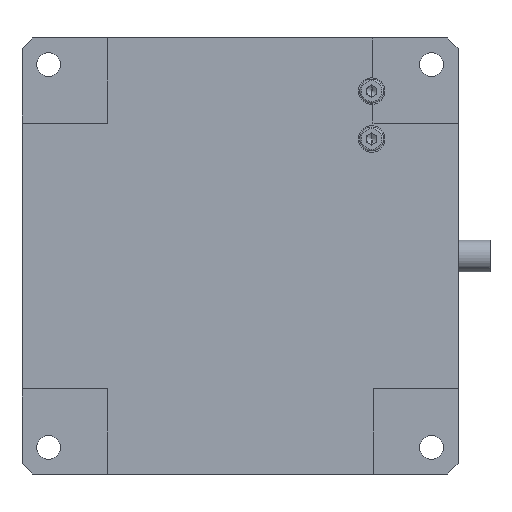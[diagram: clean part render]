
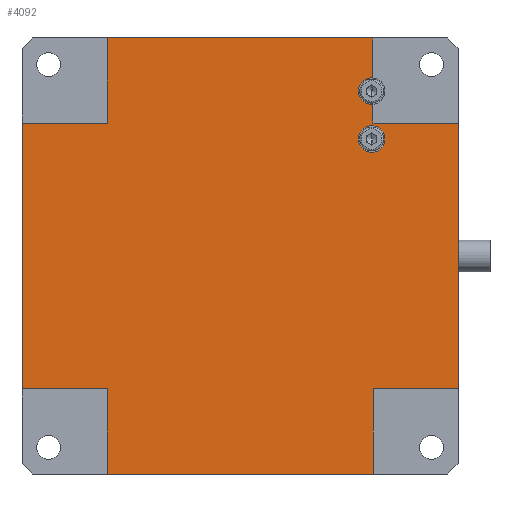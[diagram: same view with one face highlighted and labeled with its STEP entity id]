
A CAD part, front view. The second image highlights one B-rep face of the part: STEP entity #4092.
In plain terms, the highlighted planar face has unit normal (0, -1, 0).
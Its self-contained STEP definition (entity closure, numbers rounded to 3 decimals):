
#52 = VERTEX_POINT ( 'NONE', #1301 ) ;
#148 = EDGE_CURVE ( 'NONE', #3321, #1103, #380, .T. ) ;
#305 = CARTESIAN_POINT ( 'NONE',  ( -26.107, -32.593, 42.25 ) ) ;
#311 = AXIS2_PLACEMENT_3D ( 'NONE', #3704, #4043, #1658 ) ;
#373 = ORIENTED_EDGE ( 'NONE', *, *, #700, .F. ) ;
#380 = LINE ( 'NONE', #3402, #2155 ) ;
#405 = CARTESIAN_POINT ( 'NONE',  ( -51.107, -32.593, 17.25 ) ) ;
#420 = CARTESIAN_POINT ( 'NONE',  ( -1.357, -32.593, 36.75 ) ) ;
#423 = DIRECTION ( 'NONE',  ( 0., 0., -1. ) ) ;
#429 = DIRECTION ( 'NONE',  ( 0., 0., 1. ) ) ;
#439 = DIRECTION ( 'NONE',  ( 0., 0., 1. ) ) ;
#448 = DIRECTION ( 'NONE',  ( 0., 0., -1. ) ) ;
#450 = CARTESIAN_POINT ( 'NONE',  ( -1.107, -32.593, 17.25 ) ) ;
#451 = LINE ( 'NONE', #305, #661 ) ;
#524 = AXIS2_PLACEMENT_3D ( 'NONE', #3829, #1446, #429 ) ;
#623 = DIRECTION ( 'NONE',  ( -1., 0., 0. ) ) ;
#661 = VECTOR ( 'NONE', #1303, 1000. ) ;
#669 = ORIENTED_EDGE ( 'NONE', *, *, #1822, .T. ) ;
#700 = EDGE_CURVE ( 'NONE', #3202, #2808, #3799, .T. ) ;
#702 = ORIENTED_EDGE ( 'NONE', *, *, #1620, .T. ) ;
#749 = DIRECTION ( 'NONE',  ( 0., 0., 1. ) ) ;
#824 = LINE ( 'NONE', #2497, #3576 ) ;
#835 = EDGE_CURVE ( 'NONE', #3971, #1540, #2354, .T. ) ;
#894 = ORIENTED_EDGE ( 'NONE', *, *, #3677, .F. ) ;
#906 = CARTESIAN_POINT ( 'NONE',  ( -1.107, -32.593, 17.25 ) ) ;
#940 = VERTEX_POINT ( 'NONE', #3356 ) ;
#983 = FACE_OUTER_BOUND ( 'NONE', #2094, .T. ) ;
#988 = ORIENTED_EDGE ( 'NONE', *, *, #4020, .T. ) ;
#1020 = CARTESIAN_POINT ( 'NONE',  ( -26.107, -32.593, 42.25 ) ) ;
#1042 = CIRCLE ( 'NONE', #2721, 2.5 ) ;
#1103 = VERTEX_POINT ( 'NONE', #3537 ) ;
#1116 = CARTESIAN_POINT ( 'NONE',  ( -1.357, -32.593, 50.75 ) ) ;
#1118 = VECTOR ( 'NONE', #2872, 1000. ) ;
#1262 = DIRECTION ( 'NONE',  ( 1., 0., 0. ) ) ;
#1301 = CARTESIAN_POINT ( 'NONE',  ( -1.107, -32.593, -23.75 ) ) ;
#1303 = DIRECTION ( 'NONE',  ( 1., 0., 0. ) ) ;
#1318 = VECTOR ( 'NONE', #2801, 1000. ) ;
#1320 = EDGE_CURVE ( 'NONE', #2124, #940, #2308, .T. ) ;
#1362 = DIRECTION ( 'NONE',  ( -1., 0., 0. ) ) ;
#1368 = DIRECTION ( 'NONE',  ( 0., 0., 1. ) ) ;
#1422 = VECTOR ( 'NONE', #2575, 1000. ) ;
#1431 = ORIENTED_EDGE ( 'NONE', *, *, #3058, .F. ) ;
#1446 = DIRECTION ( 'NONE',  ( 0., -1., 0. ) ) ;
#1521 = DIRECTION ( 'NONE',  ( -1., 0., 0. ) ) ;
#1540 = VERTEX_POINT ( 'NONE', #3875 ) ;
#1620 = EDGE_CURVE ( 'NONE', #3755, #3971, #2034, .T. ) ;
#1635 = ORIENTED_EDGE ( 'NONE', *, *, #2627, .F. ) ;
#1638 = LINE ( 'NONE', #906, #2409 ) ;
#1658 = DIRECTION ( 'NONE',  ( 0., 0., 1. ) ) ;
#1672 = VECTOR ( 'NONE', #439, 1000. ) ;
#1697 = EDGE_CURVE ( 'NONE', #52, #3755, #1638, .T. ) ;
#1727 = CARTESIAN_POINT ( 'NONE',  ( -1.357, -32.593, 48.25 ) ) ;
#1752 = ORIENTED_EDGE ( 'NONE', *, *, #1697, .T. ) ;
#1776 = CARTESIAN_POINT ( 'NONE',  ( -1.107, -32.593, 45.763 ) ) ;
#1779 = ORIENTED_EDGE ( 'NONE', *, *, #1320, .T. ) ;
#1822 = EDGE_CURVE ( 'NONE', #2960, #52, #3939, .T. ) ;
#1831 = ORIENTED_EDGE ( 'NONE', *, *, #148, .T. ) ;
#1931 = CARTESIAN_POINT ( 'NONE',  ( -1.357, -32.593, 39.25 ) ) ;
#1948 = CIRCLE ( 'NONE', #524, 2.5 ) ;
#1984 = DIRECTION ( 'NONE',  ( 0., 0., 1. ) ) ;
#1998 = ORIENTED_EDGE ( 'NONE', *, *, #835, .T. ) ;
#2034 = LINE ( 'NONE', #4224, #1118 ) ;
#2067 = CIRCLE ( 'NONE', #4287, 2.5 ) ;
#2081 = DIRECTION ( 'NONE',  ( 0., 0., 1. ) ) ;
#2084 = ORIENTED_EDGE ( 'NONE', *, *, #3883, .F. ) ;
#2094 = EDGE_LOOP ( 'NONE', ( #1635, #2084, #1831, #2722, #1779, #988, #2973, #3810, #669, #1752, #702, #1998, #3063, #373, #894, #1431 ) ) ;
#2115 = EDGE_CURVE ( 'NONE', #3695, #3205, #3171, .T. ) ;
#2124 = VERTEX_POINT ( 'NONE', #2953 ) ;
#2127 = CARTESIAN_POINT ( 'NONE',  ( -1.107, -32.593, -7.75 ) ) ;
#2136 = VERTEX_POINT ( 'NONE', #3372 ) ;
#2155 = VECTOR ( 'NONE', #1521, 1000. ) ;
#2164 = EDGE_LOOP ( 'NONE', ( #3418, #3198 ) ) ;
#2258 = CARTESIAN_POINT ( 'NONE',  ( -51.107, -32.593, -23.75 ) ) ;
#2308 = LINE ( 'NONE', #1020, #2796 ) ;
#2354 = LINE ( 'NONE', #4281, #1422 ) ;
#2409 = VECTOR ( 'NONE', #4264, 1000. ) ;
#2455 = DIRECTION ( 'NONE',  ( 0., -1., 0. ) ) ;
#2497 = CARTESIAN_POINT ( 'NONE',  ( -1.107, -32.593, 17.25 ) ) ;
#2511 = CARTESIAN_POINT ( 'NONE',  ( -1.357, -32.593, 48.25 ) ) ;
#2575 = DIRECTION ( 'NONE',  ( 0., 0., 1. ) ) ;
#2587 = DIRECTION ( 'NONE',  ( 0., 0., -1. ) ) ;
#2624 = VERTEX_POINT ( 'NONE', #3762 ) ;
#2627 = EDGE_CURVE ( 'NONE', #3007, #3771, #3289, .T. ) ;
#2645 = EDGE_CURVE ( 'NONE', #3205, #3695, #1948, .T. ) ;
#2660 = LINE ( 'NONE', #4299, #3135 ) ;
#2716 = EDGE_CURVE ( 'NONE', #2960, #4159, #4416, .T. ) ;
#2721 = AXIS2_PLACEMENT_3D ( 'NONE', #3457, #3121, #2081 ) ;
#2722 = ORIENTED_EDGE ( 'NONE', *, *, #3905, .T. ) ;
#2735 = CARTESIAN_POINT ( 'NONE',  ( -51.107, -32.593, -7.75 ) ) ;
#2767 = LINE ( 'NONE', #3706, #4312 ) ;
#2777 = CARTESIAN_POINT ( 'NONE',  ( -1.357, -32.593, 41.75 ) ) ;
#2796 = VECTOR ( 'NONE', #1362, 1000. ) ;
#2801 = DIRECTION ( 'NONE',  ( 0., 0., -1. ) ) ;
#2808 = VERTEX_POINT ( 'NONE', #3264 ) ;
#2855 = CARTESIAN_POINT ( 'NONE',  ( 14.893, -32.593, -7.75 ) ) ;
#2872 = DIRECTION ( 'NONE',  ( 1., 0., 0. ) ) ;
#2953 = CARTESIAN_POINT ( 'NONE',  ( -51.107, -32.593, 42.25 ) ) ;
#2960 = VERTEX_POINT ( 'NONE', #2258 ) ;
#2973 = ORIENTED_EDGE ( 'NONE', *, *, #3028, .F. ) ;
#3007 = VERTEX_POINT ( 'NONE', #3008 ) ;
#3008 = CARTESIAN_POINT ( 'NONE',  ( -1.107, -32.593, 50.737 ) ) ;
#3019 = EDGE_CURVE ( 'NONE', #2808, #1540, #451, .T. ) ;
#3028 = EDGE_CURVE ( 'NONE', #4159, #2136, #2767, .T. ) ;
#3058 = EDGE_CURVE ( 'NONE', #3771, #2624, #2067, .T. ) ;
#3063 = ORIENTED_EDGE ( 'NONE', *, *, #3019, .F. ) ;
#3121 = DIRECTION ( 'NONE',  ( 0., -1., 0. ) ) ;
#3135 = VECTOR ( 'NONE', #2587, 1000. ) ;
#3158 = CARTESIAN_POINT ( 'NONE',  ( -51.107, -32.593, 17.25 ) ) ;
#3171 = CIRCLE ( 'NONE', #3311, 2.5 ) ;
#3198 = ORIENTED_EDGE ( 'NONE', *, *, #2645, .F. ) ;
#3202 = VERTEX_POINT ( 'NONE', #1776 ) ;
#3205 = VERTEX_POINT ( 'NONE', #420 ) ;
#3264 = CARTESIAN_POINT ( 'NONE',  ( -1.107, -32.593, 42.25 ) ) ;
#3289 = CIRCLE ( 'NONE', #4058, 2.5 ) ;
#3311 = AXIS2_PLACEMENT_3D ( 'NONE', #1931, #4359, #1984 ) ;
#3321 = VERTEX_POINT ( 'NONE', #3583 ) ;
#3355 = VECTOR ( 'NONE', #423, 1000. ) ;
#3356 = CARTESIAN_POINT ( 'NONE',  ( -67.107, -32.593, 42.25 ) ) ;
#3372 = CARTESIAN_POINT ( 'NONE',  ( -67.107, -32.593, -7.75 ) ) ;
#3402 = CARTESIAN_POINT ( 'NONE',  ( -26.107, -32.593, 58.25 ) ) ;
#3418 = ORIENTED_EDGE ( 'NONE', *, *, #2115, .F. ) ;
#3457 = CARTESIAN_POINT ( 'NONE',  ( -1.357, -32.593, 48.25 ) ) ;
#3537 = CARTESIAN_POINT ( 'NONE',  ( -51.107, -32.593, 58.25 ) ) ;
#3576 = VECTOR ( 'NONE', #448, 1000. ) ;
#3583 = CARTESIAN_POINT ( 'NONE',  ( -1.107, -32.593, 58.25 ) ) ;
#3619 = FACE_BOUND ( 'NONE', #2164, .T. ) ;
#3677 = EDGE_CURVE ( 'NONE', #2624, #3202, #1042, .T. ) ;
#3695 = VERTEX_POINT ( 'NONE', #2777 ) ;
#3704 = CARTESIAN_POINT ( 'NONE',  ( -26.107, -32.593, 17.25 ) ) ;
#3706 = CARTESIAN_POINT ( 'NONE',  ( -26.107, -32.593, -7.75 ) ) ;
#3719 = PLANE ( 'NONE',  #311 ) ;
#3755 = VERTEX_POINT ( 'NONE', #2127 ) ;
#3762 = CARTESIAN_POINT ( 'NONE',  ( -1.357, -32.593, 45.75 ) ) ;
#3771 = VERTEX_POINT ( 'NONE', #1116 ) ;
#3799 = LINE ( 'NONE', #450, #1318 ) ;
#3810 = ORIENTED_EDGE ( 'NONE', *, *, #2716, .F. ) ;
#3829 = CARTESIAN_POINT ( 'NONE',  ( -1.357, -32.593, 39.25 ) ) ;
#3875 = CARTESIAN_POINT ( 'NONE',  ( 14.893, -32.593, 42.25 ) ) ;
#3883 = EDGE_CURVE ( 'NONE', #3321, #3007, #824, .T. ) ;
#3905 = EDGE_CURVE ( 'NONE', #1103, #2124, #3949, .T. ) ;
#3939 = LINE ( 'NONE', #4063, #4150 ) ;
#3949 = LINE ( 'NONE', #3158, #3355 ) ;
#3971 = VERTEX_POINT ( 'NONE', #2855 ) ;
#4020 = EDGE_CURVE ( 'NONE', #940, #2136, #2660, .T. ) ;
#4043 = DIRECTION ( 'NONE',  ( 0., -1., 0. ) ) ;
#4058 = AXIS2_PLACEMENT_3D ( 'NONE', #2511, #2455, #749 ) ;
#4063 = CARTESIAN_POINT ( 'NONE',  ( -26.107, -32.593, -23.75 ) ) ;
#4092 = ADVANCED_FACE ( 'NONE', ( #983, #3619 ), #3719, .T. ) ;
#4136 = DIRECTION ( 'NONE',  ( 0., -1., 0. ) ) ;
#4150 = VECTOR ( 'NONE', #1262, 1000. ) ;
#4159 = VERTEX_POINT ( 'NONE', #2735 ) ;
#4224 = CARTESIAN_POINT ( 'NONE',  ( -26.107, -32.593, -7.75 ) ) ;
#4264 = DIRECTION ( 'NONE',  ( 0., 0., 1. ) ) ;
#4281 = CARTESIAN_POINT ( 'NONE',  ( 14.893, -32.593, 17.25 ) ) ;
#4287 = AXIS2_PLACEMENT_3D ( 'NONE', #1727, #4136, #1368 ) ;
#4299 = CARTESIAN_POINT ( 'NONE',  ( -67.107, -32.593, 17.25 ) ) ;
#4312 = VECTOR ( 'NONE', #623, 1000. ) ;
#4359 = DIRECTION ( 'NONE',  ( 0., -1., 0. ) ) ;
#4416 = LINE ( 'NONE', #405, #1672 ) ;
